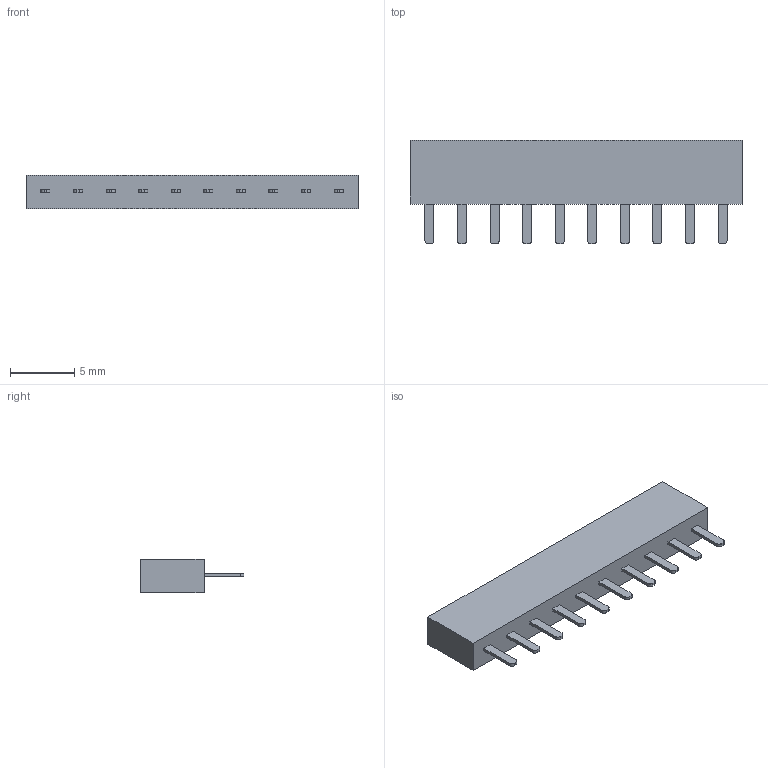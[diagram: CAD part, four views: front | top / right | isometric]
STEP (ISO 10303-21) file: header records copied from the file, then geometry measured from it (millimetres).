
FILE_DESCRIPTION( ('This file contains a STEP AP42 implementation' ,'as created by ZW3D STEP Interface translator.') ,'2;1' );
FILE_NAME( '2150-1XXSXXCUNX1.stp' ,'23 427.142539', (''), ('ZWCAD Software Co.'), 'Version 1.0', 'ZW3D to STEP translator', '' );
FILE_SCHEMA(('AUTOMOTIVE_DESIGN { 1 0 10303 214 1 1 1 1 }'));
Length unit declared in the file: millimetre
Products named in the file (2): 0; 2150-120SXXCUNX1
Bounding box: 25.9 x 8.1 x 2.6 mm (x, y, z)
Volume: 248 mm3; surface area: 1044.2 mm2
Topology: 1 solids, 1 shells, 866 faces, 2436 edges, 1592 vertices
Faces by surface type: plane 556, cylinder 160, bspline 150
Entity records: 39406 total; most frequent: CARTESIAN_POINT 21355, ORIENTED_EDGE 4872, EDGE_CURVE 2436, B_SPLINE_CURVE_WITH_KNOTS 2328, VERTEX_POINT 1592, DIRECTION 1542, EDGE_LOOP 926, FACE_OUTER_BOUND 866
